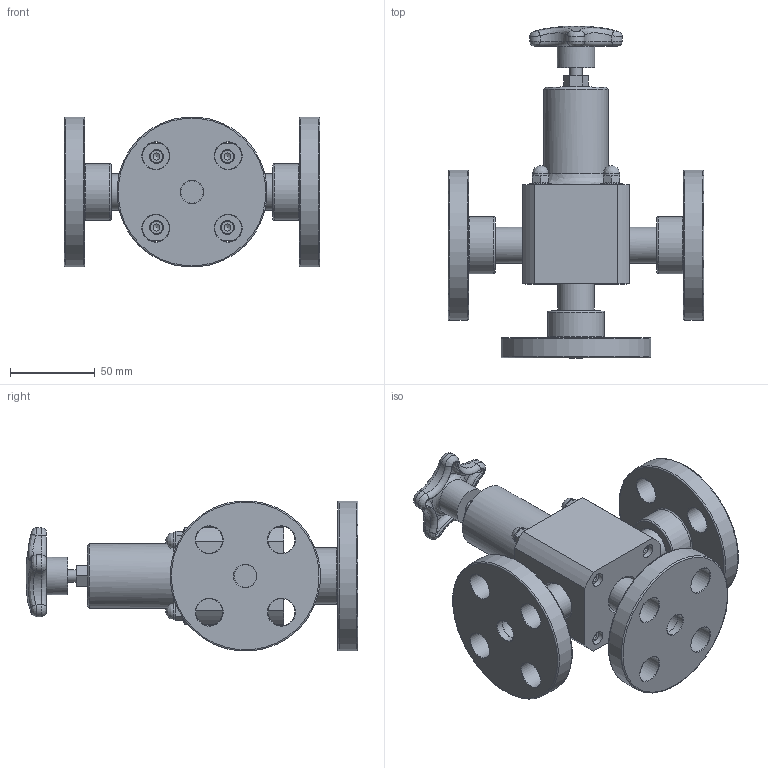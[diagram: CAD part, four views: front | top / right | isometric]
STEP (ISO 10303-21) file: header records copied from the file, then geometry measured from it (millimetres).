
FILE_DESCRIPTION((''),'2;1');
FILE_NAME('TVPF45-PVC_R0.stp','2017-07-25T09:50:21',('salesdesk5'),(''),'Autodesk Inventor 2009','Autodesk Inventor 2009','');
FILE_SCHEMA(('AUTOMOTIVE_DESIGN { 1 0 10303 214 1 1 1 1 }'));
Length unit declared in the file: inch
Products named in the file (1): TVPF45-PVC_R0
Bounding box: 150.88 x 196.08 x 88.56 mm (x, y, z)
Volume: 522790.7 mm3; surface area: 107214.6 mm2
Topology: 1 solids, 10 shells, 440 faces, 1012 edges, 615 vertices
Faces by surface type: plane 160, cone 77, bspline 70, cylinder 66, torus 54, sphere 13
Full cylindrical faces by diameter (mm): 3.734 x4, 7.442 x1, 7.925 x4, 9.525 x4, 12.7 x4, 13.36 x3, 16.002 x12, 22.098 x1, 33.541 x3, 38.1 x2, 38.735 x1, 88.9 x3
Entity records: 14445 total; most frequent: CARTESIAN_POINT 5205, DIRECTION 1824, ORIENTED_EDGE 1694, EDGE_CURVE 847, AXIS2_PLACEMENT_3D 809, EDGE_LOOP 635, VERTEX_POINT 588, FACE_OUTER_BOUND 440
